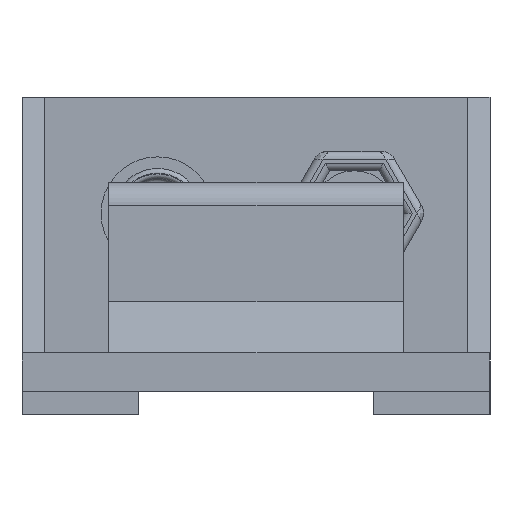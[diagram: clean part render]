
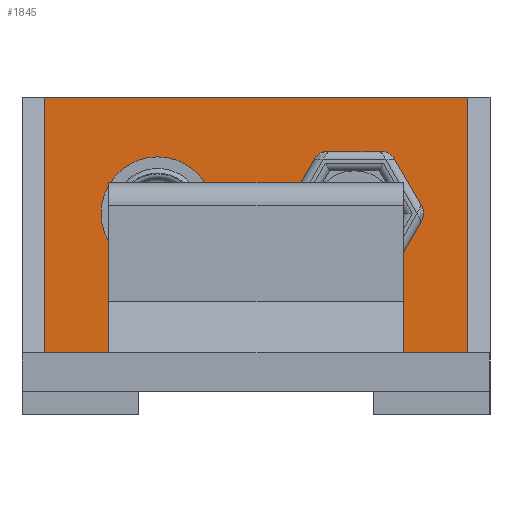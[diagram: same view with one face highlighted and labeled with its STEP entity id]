
A CAD part, left-side view. The second image highlights one B-rep face of the part: STEP entity #1845.
In plain terms, the highlighted planar face has unit normal (-1, 0, 0).
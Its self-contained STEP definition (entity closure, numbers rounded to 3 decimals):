
#1325 = VERTEX_POINT('',#1326);
#1326 = CARTESIAN_POINT('',(25.25,-13.65,19.));
#1347 = VERTEX_POINT('',#1348);
#1348 = CARTESIAN_POINT('',(25.25,-13.65,2.5));
#1373 = VERTEX_POINT('',#1374);
#1374 = CARTESIAN_POINT('',(25.25,13.65,2.5));
#1380 = EDGE_CURVE('',#1347,#1373,#1381,.T.);
#1381 = LINE('',#1382,#1383);
#1382 = CARTESIAN_POINT('',(25.25,-13.65,2.5));
#1383 = VECTOR('',#1384,1.);
#1384 = DIRECTION('',(0.,1.,0.));
#1433 = VERTEX_POINT('',#1434);
#1434 = CARTESIAN_POINT('',(25.25,13.65,19.));
#1575 = EDGE_CURVE('',#1325,#1433,#1576,.T.);
#1576 = LINE('',#1577,#1578);
#1577 = CARTESIAN_POINT('',(25.25,-13.65,19.));
#1578 = VECTOR('',#1579,1.);
#1579 = DIRECTION('',(0.,1.,0.));
#1835 = EDGE_CURVE('',#1347,#1325,#1836,.T.);
#1836 = LINE('',#1837,#1838);
#1837 = CARTESIAN_POINT('',(25.25,-13.65,2.5));
#1838 = VECTOR('',#1839,1.);
#1839 = DIRECTION('',(0.,0.,1.));
#1845 = ADVANCED_FACE('',(#1846),#1857,.T.);
#1846 = FACE_BOUND('',#1847,.T.);
#1847 = EDGE_LOOP('',(#1848,#1849,#1850,#1856));
#1848 = ORIENTED_EDGE('',*,*,#1835,.T.);
#1849 = ORIENTED_EDGE('',*,*,#1575,.T.);
#1850 = ORIENTED_EDGE('',*,*,#1851,.F.);
#1851 = EDGE_CURVE('',#1373,#1433,#1852,.T.);
#1852 = LINE('',#1853,#1854);
#1853 = CARTESIAN_POINT('',(25.25,13.65,2.5));
#1854 = VECTOR('',#1855,1.);
#1855 = DIRECTION('',(0.,0.,1.));
#1856 = ORIENTED_EDGE('',*,*,#1380,.F.);
#1857 = PLANE('',#1858);
#1858 = AXIS2_PLACEMENT_3D('',#1859,#1860,#1861);
#1859 = CARTESIAN_POINT('',(25.25,-13.65,2.5));
#1860 = DIRECTION('',(-1.,0.,0.));
#1861 = DIRECTION('',(0.,1.,0.));
